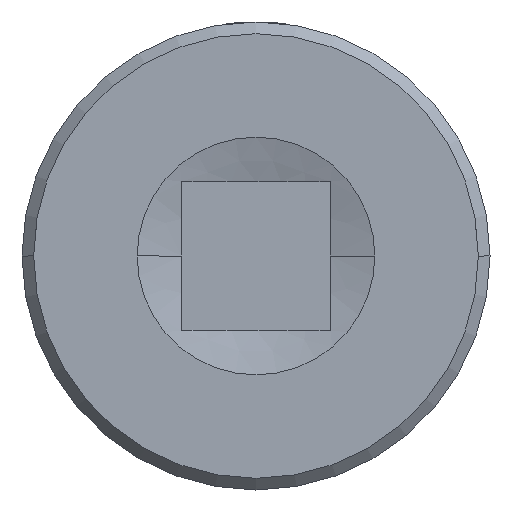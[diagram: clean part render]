
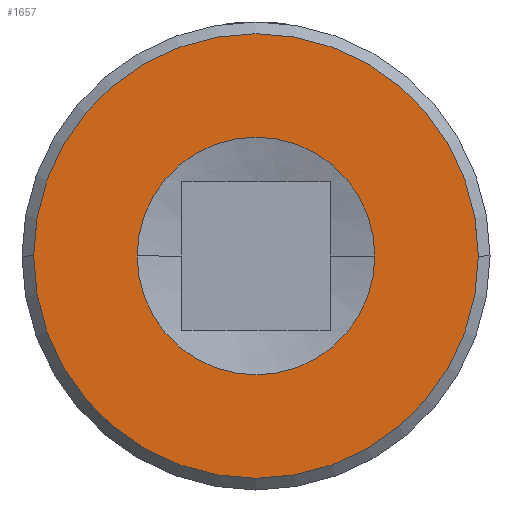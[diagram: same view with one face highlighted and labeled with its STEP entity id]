
A CAD part, front view. The second image highlights one B-rep face of the part: STEP entity #1657.
In plain terms, the highlighted planar face has unit normal (0, -1, 0).
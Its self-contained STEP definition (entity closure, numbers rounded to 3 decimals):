
#11 = ORIENTED_EDGE ( 'NONE', *, *, #141, .F. ) ;
#14 = CIRCLE ( 'NONE', #35, 19. ) ;
#35 = AXIS2_PLACEMENT_3D ( 'NONE', #617, #512, #1160 ) ;
#80 = EDGE_LOOP ( 'NONE', ( #1578, #11 ) ) ;
#97 = EDGE_LOOP ( 'NONE', ( #541, #186 ) ) ;
#136 = DIRECTION ( 'NONE',  ( 0., -1., 0. ) ) ;
#141 = EDGE_CURVE ( 'NONE', #1495, #1178, #502, .T. ) ;
#180 = CARTESIAN_POINT ( 'NONE',  ( 19., 0., 0. ) ) ;
#183 = AXIS2_PLACEMENT_3D ( 'NONE', #1020, #587, #1430 ) ;
#186 = ORIENTED_EDGE ( 'NONE', *, *, #1364, .T. ) ;
#246 = CIRCLE ( 'NONE', #1271, 19. ) ;
#353 = AXIS2_PLACEMENT_3D ( 'NONE', #690, #136, #552 ) ;
#456 = CARTESIAN_POINT ( 'NONE',  ( -19., 0., 0. ) ) ;
#502 = CIRCLE ( 'NONE', #183, 10.16 ) ;
#512 = DIRECTION ( 'NONE',  ( 0., -1., 0. ) ) ;
#541 = ORIENTED_EDGE ( 'NONE', *, *, #561, .T. ) ;
#552 = DIRECTION ( 'NONE',  ( 1., 0., 0. ) ) ;
#561 = EDGE_CURVE ( 'NONE', #1052, #941, #14, .T. ) ;
#587 = DIRECTION ( 'NONE',  ( 0., -1., 0. ) ) ;
#617 = CARTESIAN_POINT ( 'NONE',  ( 0., 0., 0. ) ) ;
#636 = CARTESIAN_POINT ( 'NONE',  ( -10.16, 0., 0. ) ) ;
#690 = CARTESIAN_POINT ( 'NONE',  ( 10.16, 0., 0. ) ) ;
#701 = CARTESIAN_POINT ( 'NONE',  ( 10.16, 0., 0. ) ) ;
#702 = DIRECTION ( 'NONE',  ( 1., 0., 0. ) ) ;
#753 = AXIS2_PLACEMENT_3D ( 'NONE', #1242, #1633, #702 ) ;
#819 = FACE_BOUND ( 'NONE', #80, .T. ) ;
#859 = DIRECTION ( 'NONE',  ( 1., 0., 0. ) ) ;
#884 = EDGE_CURVE ( 'NONE', #1178, #1495, #981, .T. ) ;
#941 = VERTEX_POINT ( 'NONE', #456 ) ;
#981 = CIRCLE ( 'NONE', #753, 10.16 ) ;
#1020 = CARTESIAN_POINT ( 'NONE',  ( 0., 0., 0. ) ) ;
#1052 = VERTEX_POINT ( 'NONE', #180 ) ;
#1160 = DIRECTION ( 'NONE',  ( 1., 0., 0. ) ) ;
#1178 = VERTEX_POINT ( 'NONE', #701 ) ;
#1242 = CARTESIAN_POINT ( 'NONE',  ( 0., 0., 0. ) ) ;
#1247 = FACE_OUTER_BOUND ( 'NONE', #97, .T. ) ;
#1271 = AXIS2_PLACEMENT_3D ( 'NONE', #1513, #1647, #859 ) ;
#1361 = PLANE ( 'NONE',  #353 ) ;
#1364 = EDGE_CURVE ( 'NONE', #941, #1052, #246, .T. ) ;
#1430 = DIRECTION ( 'NONE',  ( 1., 0., 0. ) ) ;
#1495 = VERTEX_POINT ( 'NONE', #636 ) ;
#1513 = CARTESIAN_POINT ( 'NONE',  ( 0., 0., 0. ) ) ;
#1578 = ORIENTED_EDGE ( 'NONE', *, *, #884, .F. ) ;
#1633 = DIRECTION ( 'NONE',  ( 0., -1., 0. ) ) ;
#1647 = DIRECTION ( 'NONE',  ( 0., -1., 0. ) ) ;
#1657 = ADVANCED_FACE ( 'NONE', ( #1247, #819 ), #1361, .T. ) ;
